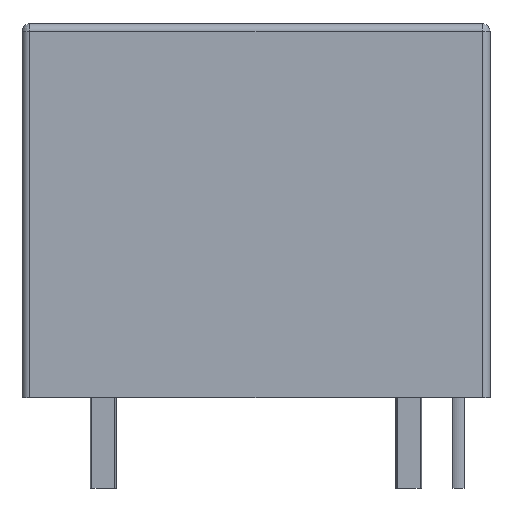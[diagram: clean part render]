
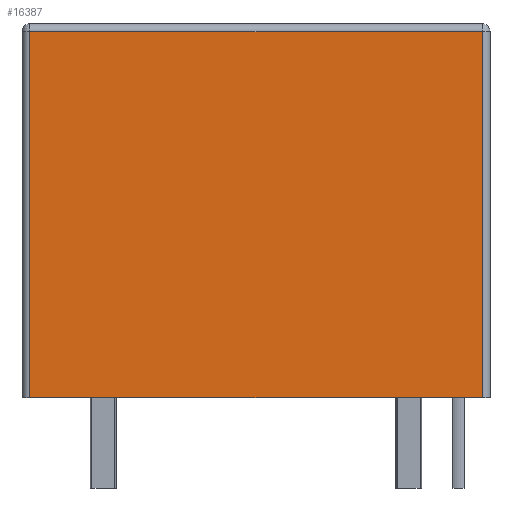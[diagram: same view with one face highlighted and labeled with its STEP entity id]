
A CAD part, front view. The second image highlights one B-rep face of the part: STEP entity #16387.
In plain terms, the highlighted planar face has unit normal (0, -1, 0).
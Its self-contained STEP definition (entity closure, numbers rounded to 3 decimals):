
#1813=FACE_OUTER_BOUND('',#2758,.T.);
#2758=EDGE_LOOP('',(#14171,#14172,#14173,#14174));
#4331=LINE('',#28557,#6066);
#4341=LINE('',#28580,#6076);
#4345=LINE('',#28591,#6080);
#4346=LINE('',#28592,#6081);
#6066=VECTOR('',#19460,10.);
#6076=VECTOR('',#19486,10.);
#6080=VECTOR('',#19498,10.);
#6081=VECTOR('',#19499,1000.);
#7698=VERTEX_POINT('',#28461);
#7705=VERTEX_POINT('',#28553);
#7710=VERTEX_POINT('',#28579);
#7713=VERTEX_POINT('',#28590);
#9905=EDGE_CURVE('',#7698,#7705,#4331,.T.);
#9916=EDGE_CURVE('',#7710,#7705,#4341,.T.);
#9921=EDGE_CURVE('',#7713,#7698,#4345,.T.);
#9922=EDGE_CURVE('',#7713,#7710,#4346,.T.);
#14171=ORIENTED_EDGE('',*,*,#9905,.F.);
#14172=ORIENTED_EDGE('',*,*,#9921,.F.);
#14173=ORIENTED_EDGE('',*,*,#9922,.T.);
#14174=ORIENTED_EDGE('',*,*,#9916,.T.);
#15545=PLANE('',#17066);
#16387=ADVANCED_FACE('',(#1813),#15545,.F.);
#17066=AXIS2_PLACEMENT_3D('',#28589,#19496,#19497);
#19460=DIRECTION('',(1.,0.,0.));
#19486=DIRECTION('',(0.,0.,1.));
#19496=DIRECTION('center_axis',(0.,1.,0.));
#19497=DIRECTION('ref_axis',(-1.,0.,0.));
#19498=DIRECTION('',(0.,0.,1.));
#19499=DIRECTION('',(1.,0.,0.));
#28461=CARTESIAN_POINT('',(-9.039,-7.544,14.626));
#28553=CARTESIAN_POINT('',(9.039,-7.544,14.626));
#28557=CARTESIAN_POINT('',(-4.671,-7.544,14.626));
#28579=CARTESIAN_POINT('',(9.039,-7.544,0.));
#28580=CARTESIAN_POINT('',(9.039,-7.544,14.626));
#28589=CARTESIAN_POINT('Origin',(-9.347,-7.544,14.935));
#28590=CARTESIAN_POINT('',(-9.039,-7.544,0.));
#28591=CARTESIAN_POINT('',(-9.039,-7.544,14.626));
#28592=CARTESIAN_POINT('',(-9.347,-7.544,0.));
